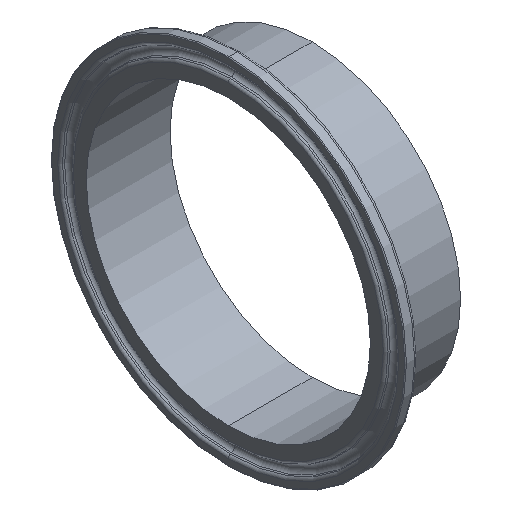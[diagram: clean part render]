
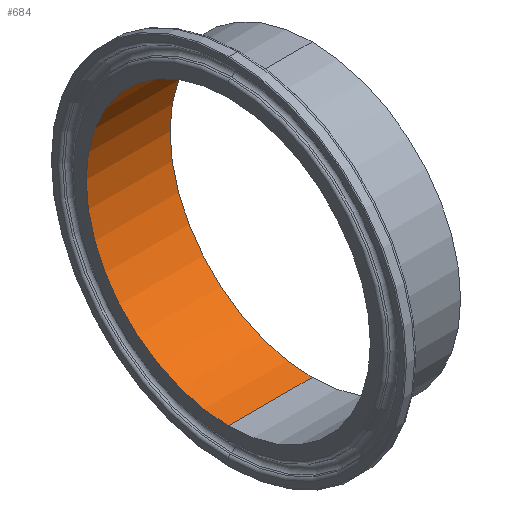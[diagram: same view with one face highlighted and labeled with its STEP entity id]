
A CAD part, isometric view. The second image highlights one B-rep face of the part: STEP entity #684.
In plain terms, the highlighted cylindrical face has radius 36.45 mm (diameter 72.9 mm), a partial arc.
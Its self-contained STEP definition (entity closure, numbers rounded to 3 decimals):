
#20 = DIRECTION ( 'NONE',  ( -1., 0., 0. ) ) ;
#23 = DIRECTION ( 'NONE',  ( -1., 0., 0. ) ) ;
#29 = DIRECTION ( 'NONE',  ( -1., 0., 0. ) ) ;
#53 = EDGE_CURVE ( 'NONE', #265, #72, #609, .T. ) ;
#66 = CARTESIAN_POINT ( 'NONE',  ( 0., 0., -36.45 ) ) ;
#67 = VERTEX_POINT ( 'NONE', #646 ) ;
#71 = EDGE_LOOP ( 'NONE', ( #223, #389, #217, #564 ) ) ;
#72 = VERTEX_POINT ( 'NONE', #429 ) ;
#108 = AXIS2_PLACEMENT_3D ( 'NONE', #318, #472, #135 ) ;
#109 = EDGE_CURVE ( 'NONE', #331, #67, #191, .T. ) ;
#128 = CARTESIAN_POINT ( 'NONE',  ( 0., 0., 0. ) ) ;
#135 = DIRECTION ( 'NONE',  ( 0., 0., 1. ) ) ;
#136 = CARTESIAN_POINT ( 'NONE',  ( 0., 0., 36.45 ) ) ;
#143 = CIRCLE ( 'NONE', #108, 36.45 ) ;
#145 = CARTESIAN_POINT ( 'NONE',  ( 21.5, 0., -36.45 ) ) ;
#191 = LINE ( 'NONE', #136, #335 ) ;
#217 = ORIENTED_EDGE ( 'NONE', *, *, #109, .T. ) ;
#223 = ORIENTED_EDGE ( 'NONE', *, *, #53, .F. ) ;
#251 = CYLINDRICAL_SURFACE ( 'NONE', #258, 36.45 ) ;
#258 = AXIS2_PLACEMENT_3D ( 'NONE', #663, #29, #323 ) ;
#265 = VERTEX_POINT ( 'NONE', #145 ) ;
#288 = EDGE_CURVE ( 'NONE', #331, #265, #143, .T. ) ;
#306 = AXIS2_PLACEMENT_3D ( 'NONE', #128, #23, #414 ) ;
#318 = CARTESIAN_POINT ( 'NONE',  ( 21.5, 0., 0. ) ) ;
#323 = DIRECTION ( 'NONE',  ( 0., 0., 1. ) ) ;
#331 = VERTEX_POINT ( 'NONE', #695 ) ;
#335 = VECTOR ( 'NONE', #416, 1000. ) ;
#389 = ORIENTED_EDGE ( 'NONE', *, *, #288, .F. ) ;
#414 = DIRECTION ( 'NONE',  ( 0., 0., 1. ) ) ;
#416 = DIRECTION ( 'NONE',  ( -1., 0., 0. ) ) ;
#429 = CARTESIAN_POINT ( 'NONE',  ( 0., 0., -36.45 ) ) ;
#472 = DIRECTION ( 'NONE',  ( -1., 0., 0. ) ) ;
#516 = EDGE_CURVE ( 'NONE', #67, #72, #633, .T. ) ;
#564 = ORIENTED_EDGE ( 'NONE', *, *, #516, .T. ) ;
#609 = LINE ( 'NONE', #66, #703 ) ;
#633 = CIRCLE ( 'NONE', #306, 36.45 ) ;
#646 = CARTESIAN_POINT ( 'NONE',  ( 0., 0., 36.45 ) ) ;
#663 = CARTESIAN_POINT ( 'NONE',  ( 0., 0., 0. ) ) ;
#684 = ADVANCED_FACE ( 'NONE', ( #727 ), #251, .F. ) ;
#695 = CARTESIAN_POINT ( 'NONE',  ( 21.5, 0., 36.45 ) ) ;
#703 = VECTOR ( 'NONE', #20, 1000. ) ;
#727 = FACE_OUTER_BOUND ( 'NONE', #71, .T. ) ;
